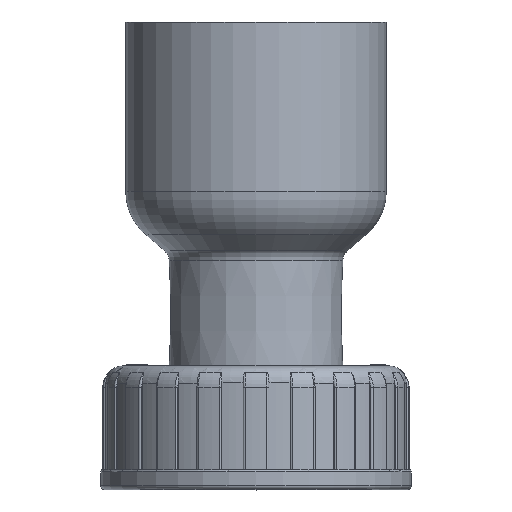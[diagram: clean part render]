
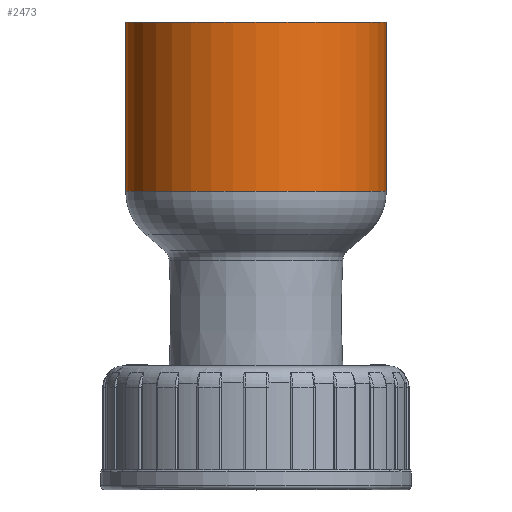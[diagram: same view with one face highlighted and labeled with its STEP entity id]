
A CAD part, top view. The second image highlights one B-rep face of the part: STEP entity #2473.
In plain terms, the highlighted cylindrical face has radius 30.1 mm (diameter 60.2 mm), a full revolution.
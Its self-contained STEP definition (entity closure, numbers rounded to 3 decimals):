
#2473=ADVANCED_FACE('',(#3032,#3033),#2937,.T.);
#2937=CYLINDRICAL_SURFACE('',#8155,30.1);
#3032=FACE_BOUND('',#3143,.T.);
#3033=FACE_BOUND('',#3144,.T.);
#3143=EDGE_LOOP('',(#3672));
#3144=EDGE_LOOP('',(#3673));
#3672=ORIENTED_EDGE('',*,*,#6741,.F.);
#3673=ORIENTED_EDGE('',*,*,#6742,.T.);
#5984=VERTEX_POINT('',#10483);
#5985=VERTEX_POINT('',#10485);
#6741=EDGE_CURVE('',#5984,#5984,#7897,.T.);
#6742=EDGE_CURVE('',#5985,#5985,#7898,.T.);
#7897=CIRCLE('',#8153,30.1);
#7898=CIRCLE('',#8154,30.1);
#8153=AXIS2_PLACEMENT_3D('',#10482,#8724,#8725);
#8154=AXIS2_PLACEMENT_3D('',#10484,#8726,#8727);
#8155=AXIS2_PLACEMENT_3D('',#10486,#8728,#8729);
#8724=DIRECTION('',(0.,-1.,0.));
#8725=DIRECTION('',(0.,0.,-1.));
#8726=DIRECTION('',(0.,-1.,0.));
#8727=DIRECTION('',(0.,0.,-1.));
#8728=DIRECTION('',(0.,-1.,0.));
#8729=DIRECTION('',(0.,0.,-1.));
#10482=CARTESIAN_POINT('',(69.674,480.735,-22.261));
#10483=CARTESIAN_POINT('',(69.674,480.735,-52.361));
#10484=CARTESIAN_POINT('',(69.674,519.841,-22.261));
#10485=CARTESIAN_POINT('',(69.674,519.841,-52.361));
#10486=CARTESIAN_POINT('',(69.674,429.841,-22.261));
